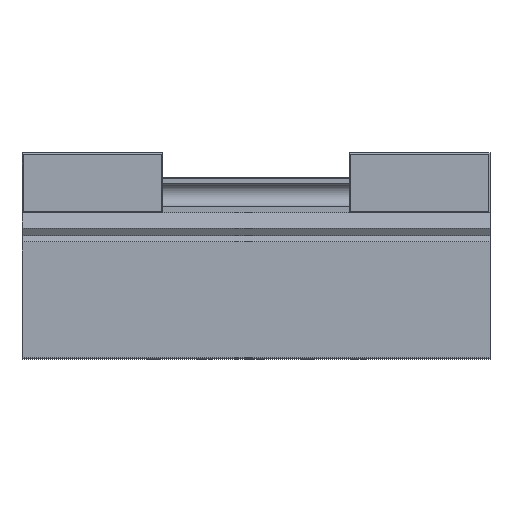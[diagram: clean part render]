
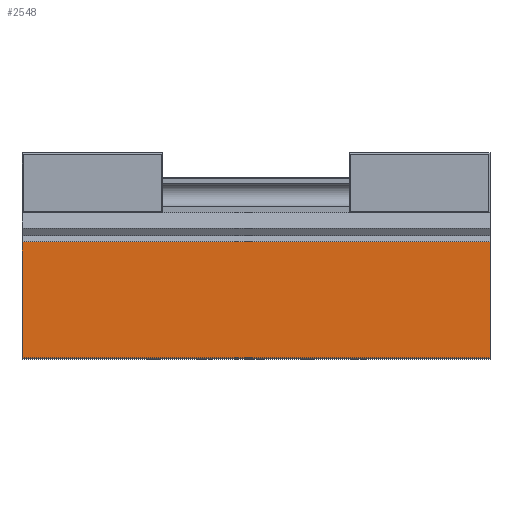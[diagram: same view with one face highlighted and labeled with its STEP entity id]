
A CAD part, top view. The second image highlights one B-rep face of the part: STEP entity #2548.
In plain terms, the highlighted planar face has unit normal (0, 0, 1).
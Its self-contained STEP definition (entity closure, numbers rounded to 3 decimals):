
#2160 = EDGE_CURVE( '', #3380, #4248, #6320, .T. );
#2548 = ADVANCED_FACE( '', ( #6759 ), #6760, .T. );
#2636 = EDGE_CURVE( '', #4248, #3368, #6857, .T. );
#3320 = VERTEX_POINT( '', #7632 );
#3368 = VERTEX_POINT( '', #7684 );
#3380 = VERTEX_POINT( '', #7699 );
#3432 = EDGE_CURVE( '', #3320, #3368, #7757, .T. );
#4248 = VERTEX_POINT( '', #8692 );
#5634 = EDGE_CURVE( '', #3380, #3320, #10222, .T. );
#6320 = LINE( '', #10987, #10988 );
#6759 = FACE_OUTER_BOUND( '', #11582, .T. );
#6760 = PLANE( '', #11583 );
#6857 = LINE( '', #11718, #11719 );
#7632 = CARTESIAN_POINT( '', ( 100., 0.5, 50. ) );
#7684 = CARTESIAN_POINT( '', ( -100., 0.5, 50. ) );
#7699 = CARTESIAN_POINT( '', ( 100., 49.896, 50. ) );
#7757 = LINE( '', #12911, #12912 );
#8692 = CARTESIAN_POINT( '', ( -100., 49.896, 50. ) );
#10222 = LINE( '', #16307, #16308 );
#10987 = CARTESIAN_POINT( '', ( 100., 49.896, 50. ) );
#10988 = VECTOR( '', #17312, 1. );
#11582 = EDGE_LOOP( '', ( #17888, #17889, #17890, #17891 ) );
#11583 = AXIS2_PLACEMENT_3D( '', #17892, #17893, #17894 );
#11718 = CARTESIAN_POINT( '', ( -100., 49.896, 50. ) );
#11719 = VECTOR( '', #18002, 1. );
#12911 = CARTESIAN_POINT( '', ( 100., 0.5, 50. ) );
#12912 = VECTOR( '', #19144, 1. );
#16307 = CARTESIAN_POINT( '', ( 100., 49.896, 50. ) );
#16308 = VECTOR( '', #21871, 1. );
#17312 = DIRECTION( '', ( -1., 0., 0. ) );
#17888 = ORIENTED_EDGE( '', *, *, #2636, .T. );
#17889 = ORIENTED_EDGE( '', *, *, #3432, .F. );
#17890 = ORIENTED_EDGE( '', *, *, #5634, .F. );
#17891 = ORIENTED_EDGE( '', *, *, #2160, .T. );
#17892 = CARTESIAN_POINT( '', ( 100., 49.896, 50. ) );
#17893 = DIRECTION( '', ( 0., 0., 1. ) );
#17894 = DIRECTION( '', ( 0., 1., 0. ) );
#18002 = DIRECTION( '', ( 0., -1., 0. ) );
#19144 = DIRECTION( '', ( -1., 0., 0. ) );
#21871 = DIRECTION( '', ( 0., -1., 0. ) );
